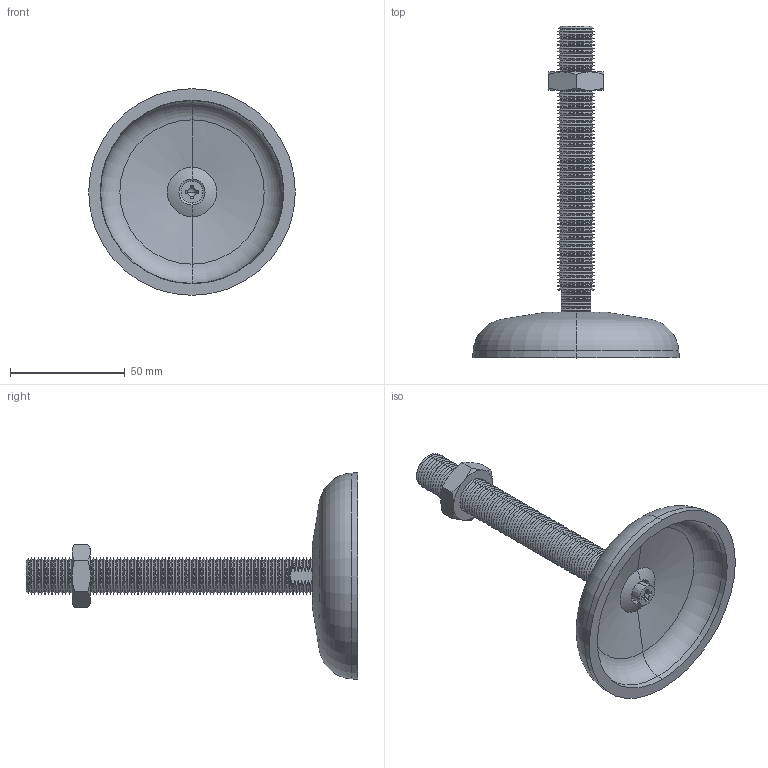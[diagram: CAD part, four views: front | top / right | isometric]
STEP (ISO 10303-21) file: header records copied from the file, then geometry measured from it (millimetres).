
FILE_DESCRIPTION (( 'STEP AP214' ), '1' );
FILE_NAME ('9ab090m16145mn.STEP', '2013-11-12T10:38:19', ( 'DE01PC042' ), ( 'Fath GmbH' ), 'SwSTEP 2.0', 'SolidWorks 2012', '' );
FILE_SCHEMA (( 'AUTOMOTIVE_DESIGN' ));
Length unit declared in the file: millimetre
Products named in the file (4): ISO4035-M16_6kt-mutter_Hexagon Thin Nut ISO 4035 - M16 - N; 098 am 16 080 m_098 am 16 140 m gespreitzt; 098 a 90 m_098 a 90 m; 9ab090m16145mn
Assembly tree (3 placements, depth 2):
  9ab090m16145mn
    098 a 90 m_098 a 90 m
    098 am 16 080 m_098 am 16 140 m gespreitzt
    ISO4035-M16_6kt-mutter_Hexagon Thin Nut ISO 4035 - M16 - N
Bounding box: 90 x 144.5 x 90 mm (x, y, z)
Volume: 64620.1 mm3; surface area: 30999 mm2
Topology: 3 solids, 3 shells, 594 faces, 1570 edges, 980 vertices
Faces by surface type: cone 383, cylinder 170, plane 27, torus 12, sphere 2
Entity records: 19079 total; most frequent: CARTESIAN_POINT 3610, DIRECTION 3593, ORIENTED_EDGE 3136, EDGE_CURVE 1568, AXIS2_PLACEMENT_3D 1515, VERTEX_POINT 980, CIRCLE 915, EDGE_LOOP 598
